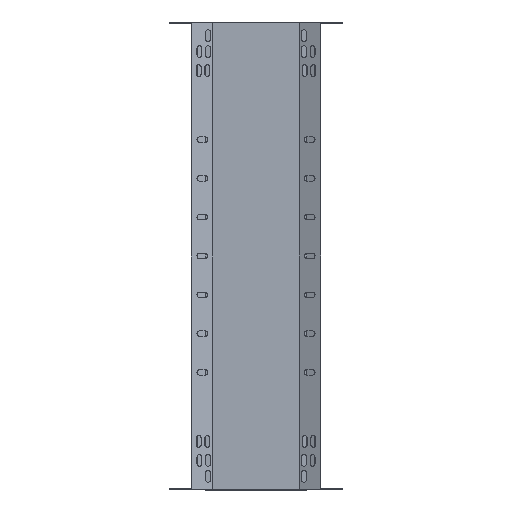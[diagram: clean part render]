
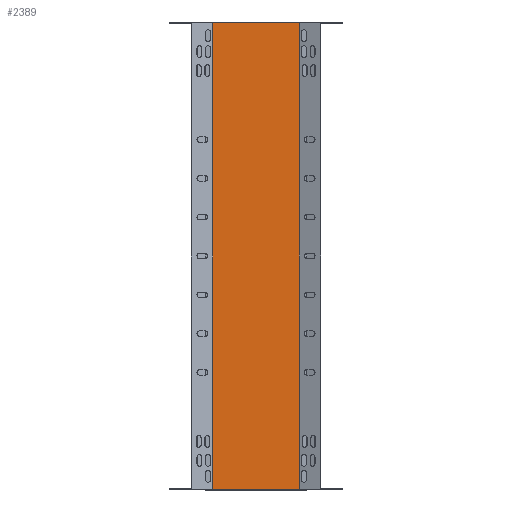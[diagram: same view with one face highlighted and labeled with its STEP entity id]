
A CAD part, front view. The second image highlights one B-rep face of the part: STEP entity #2389.
In plain terms, the highlighted planar face has unit normal (0, -1, 0).
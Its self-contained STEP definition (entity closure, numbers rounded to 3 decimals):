
#115 = ORIENTED_EDGE ( 'NONE', *, *, #6936, .T. ) ;
#153 = DIRECTION ( 'NONE',  ( 0., 0., 1. ) ) ;
#353 = EDGE_CURVE ( 'NONE', #7780, #7700, #8123, .T. ) ;
#356 = EDGE_CURVE ( 'NONE', #4199, #7700, #4538, .T. ) ;
#714 = CARTESIAN_POINT ( 'NONE',  ( 55.75, -51., -300.8 ) ) ;
#732 = CARTESIAN_POINT ( 'NONE',  ( -55.75, -51., -299. ) ) ;
#781 = DIRECTION ( 'NONE',  ( -1., 0., 0. ) ) ;
#848 = CARTESIAN_POINT ( 'NONE',  ( -55.75, -51., -300.8 ) ) ;
#2389 = ADVANCED_FACE ( 'NONE', ( #7618 ), #2563, .T. ) ;
#2437 = EDGE_LOOP ( 'NONE', ( #7474, #115, #6871, #5667 ) ) ;
#2485 = LINE ( 'NONE', #4947, #6056 ) ;
#2518 = CARTESIAN_POINT ( 'NONE',  ( -55.75, -51., 300.8 ) ) ;
#2545 = LINE ( 'NONE', #4532, #4554 ) ;
#2563 = PLANE ( 'NONE',  #8519 ) ;
#3363 = CARTESIAN_POINT ( 'NONE',  ( 55.75, -51., 300.8 ) ) ;
#4199 = VERTEX_POINT ( 'NONE', #3363 ) ;
#4531 = VECTOR ( 'NONE', #6874, 1000. ) ;
#4532 = CARTESIAN_POINT ( 'NONE',  ( -56.881, -51., -300.8 ) ) ;
#4538 = LINE ( 'NONE', #7579, #4531 ) ;
#4552 = VECTOR ( 'NONE', #153, 1000. ) ;
#4554 = VECTOR ( 'NONE', #5193, 1000. ) ;
#4571 = CARTESIAN_POINT ( 'NONE',  ( -55.75, -51., -299. ) ) ;
#4880 = EDGE_CURVE ( 'NONE', #4884, #4199, #2485, .T. ) ;
#4884 = VERTEX_POINT ( 'NONE', #714 ) ;
#4947 = CARTESIAN_POINT ( 'NONE',  ( 55.75, -51., -299. ) ) ;
#5193 = DIRECTION ( 'NONE',  ( 1., 0., 0. ) ) ;
#5509 = DIRECTION ( 'NONE',  ( 0., -1., 0. ) ) ;
#5667 = ORIENTED_EDGE ( 'NONE', *, *, #356, .T. ) ;
#6056 = VECTOR ( 'NONE', #7681, 1000. ) ;
#6871 = ORIENTED_EDGE ( 'NONE', *, *, #4880, .T. ) ;
#6874 = DIRECTION ( 'NONE',  ( -1., 0., 0. ) ) ;
#6936 = EDGE_CURVE ( 'NONE', #7780, #4884, #2545, .T. ) ;
#7474 = ORIENTED_EDGE ( 'NONE', *, *, #353, .F. ) ;
#7579 = CARTESIAN_POINT ( 'NONE',  ( 56.881, -51., 300.8 ) ) ;
#7618 = FACE_OUTER_BOUND ( 'NONE', #2437, .T. ) ;
#7681 = DIRECTION ( 'NONE',  ( 0., 0., 1. ) ) ;
#7700 = VERTEX_POINT ( 'NONE', #2518 ) ;
#7780 = VERTEX_POINT ( 'NONE', #848 ) ;
#8123 = LINE ( 'NONE', #732, #4552 ) ;
#8519 = AXIS2_PLACEMENT_3D ( 'NONE', #4571, #5509, #781 ) ;
